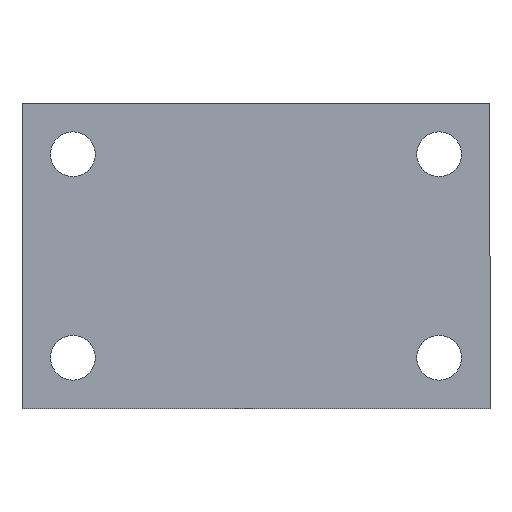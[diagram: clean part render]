
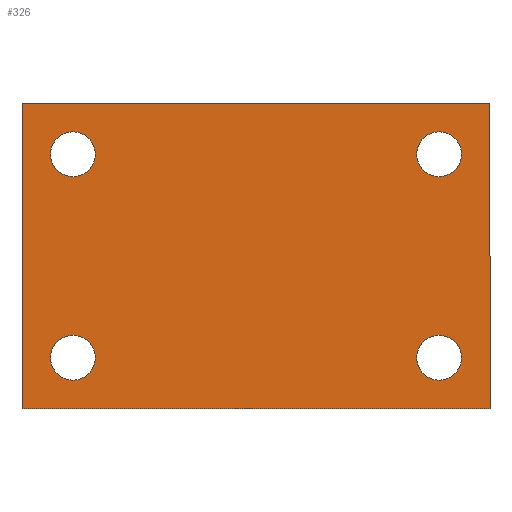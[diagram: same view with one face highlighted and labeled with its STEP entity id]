
A CAD part, front view. The second image highlights one B-rep face of the part: STEP entity #326.
In plain terms, the highlighted planar face has unit normal (0, -1, 0).
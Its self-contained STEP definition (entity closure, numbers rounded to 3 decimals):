
#4 = DIRECTION ( 'NONE',  ( 0., 0., 1. ) ) ;
#9 = CIRCLE ( 'NONE', #830, 11. ) ;
#16 = AXIS2_PLACEMENT_3D ( 'NONE', #857, #182, #933 ) ;
#27 = AXIS2_PLACEMENT_3D ( 'NONE', #350, #437, #851 ) ;
#28 = DIRECTION ( 'NONE',  ( 0., 1., 0. ) ) ;
#31 = CARTESIAN_POINT ( 'NONE',  ( -90., 0., 61. ) ) ;
#34 = FACE_OUTER_BOUND ( 'NONE', #381, .T. ) ;
#50 = DIRECTION ( 'NONE',  ( 0., 0., 1. ) ) ;
#55 = EDGE_CURVE ( 'NONE', #999, #650, #422, .T. ) ;
#60 = EDGE_CURVE ( 'NONE', #223, #567, #357, .T. ) ;
#70 = VERTEX_POINT ( 'NONE', #817 ) ;
#73 = CARTESIAN_POINT ( 'NONE',  ( 90., 0., 61. ) ) ;
#76 = CARTESIAN_POINT ( 'NONE',  ( -115., 0., -75. ) ) ;
#105 = DIRECTION ( 'NONE',  ( 0., 0., -1. ) ) ;
#126 = DIRECTION ( 'NONE',  ( 0., 1., 0. ) ) ;
#129 = ORIENTED_EDGE ( 'NONE', *, *, #55, .T. ) ;
#178 = ORIENTED_EDGE ( 'NONE', *, *, #657, .T. ) ;
#181 = ORIENTED_EDGE ( 'NONE', *, *, #320, .T. ) ;
#182 = DIRECTION ( 'NONE',  ( 0., 1., 0. ) ) ;
#187 = PLANE ( 'NONE',  #27 ) ;
#197 = ORIENTED_EDGE ( 'NONE', *, *, #931, .F. ) ;
#198 = VERTEX_POINT ( 'NONE', #76 ) ;
#199 = ORIENTED_EDGE ( 'NONE', *, *, #809, .T. ) ;
#208 = DIRECTION ( 'NONE',  ( 0., 0., 1. ) ) ;
#223 = VERTEX_POINT ( 'NONE', #412 ) ;
#240 = ORIENTED_EDGE ( 'NONE', *, *, #547, .F. ) ;
#255 = DIRECTION ( 'NONE',  ( 0., 0., 1. ) ) ;
#260 = ORIENTED_EDGE ( 'NONE', *, *, #444, .T. ) ;
#262 = CARTESIAN_POINT ( 'NONE',  ( 115., 0., 75. ) ) ;
#264 = CARTESIAN_POINT ( 'NONE',  ( -90., 0., 39. ) ) ;
#277 = CARTESIAN_POINT ( 'NONE',  ( -90., 0., 50. ) ) ;
#285 = VERTEX_POINT ( 'NONE', #264 ) ;
#287 = CARTESIAN_POINT ( 'NONE',  ( 90., 0., -50. ) ) ;
#301 = CARTESIAN_POINT ( 'NONE',  ( 90., 0., -50. ) ) ;
#308 = DIRECTION ( 'NONE',  ( 0., 0., 1. ) ) ;
#316 = DIRECTION ( 'NONE',  ( 0., 1., 0. ) ) ;
#320 = EDGE_CURVE ( 'NONE', #567, #223, #696, .T. ) ;
#326 = ADVANCED_FACE ( 'NONE', ( #550, #489, #34, #881, #434 ), #187, .F. ) ;
#336 = LINE ( 'NONE', #262, #358 ) ;
#350 = CARTESIAN_POINT ( 'NONE',  ( 0., 0., 0. ) ) ;
#355 = CARTESIAN_POINT ( 'NONE',  ( 115., 0., 75. ) ) ;
#357 = CIRCLE ( 'NONE', #418, 11. ) ;
#358 = VECTOR ( 'NONE', #415, 1000. ) ;
#359 = DIRECTION ( 'NONE',  ( 0., 0., 1. ) ) ;
#381 = EDGE_LOOP ( 'NONE', ( #240, #197, #590, #637 ) ) ;
#386 = CARTESIAN_POINT ( 'NONE',  ( 90., 0., 50. ) ) ;
#401 = CARTESIAN_POINT ( 'NONE',  ( 115., 0., 75. ) ) ;
#412 = CARTESIAN_POINT ( 'NONE',  ( 90., 0., 39. ) ) ;
#413 = AXIS2_PLACEMENT_3D ( 'NONE', #580, #752, #587 ) ;
#415 = DIRECTION ( 'NONE',  ( 1., 0., 0. ) ) ;
#418 = AXIS2_PLACEMENT_3D ( 'NONE', #386, #316, #4 ) ;
#422 = CIRCLE ( 'NONE', #737, 11. ) ;
#423 = VECTOR ( 'NONE', #105, 1000. ) ;
#434 = FACE_BOUND ( 'NONE', #626, .T. ) ;
#437 = DIRECTION ( 'NONE',  ( 0., 1., 0. ) ) ;
#444 = EDGE_CURVE ( 'NONE', #70, #974, #1004, .T. ) ;
#452 = DIRECTION ( 'NONE',  ( -1., 0., 0. ) ) ;
#459 = DIRECTION ( 'NONE',  ( 0., 1., 0. ) ) ;
#460 = CARTESIAN_POINT ( 'NONE',  ( 115., 0., -75. ) ) ;
#461 = AXIS2_PLACEMENT_3D ( 'NONE', #301, #126, #208 ) ;
#467 = DIRECTION ( 'NONE',  ( 0., 0., 1. ) ) ;
#489 = FACE_BOUND ( 'NONE', #528, .T. ) ;
#496 = CARTESIAN_POINT ( 'NONE',  ( -90., 0., -50. ) ) ;
#503 = EDGE_CURVE ( 'NONE', #974, #70, #1023, .T. ) ;
#511 = DIRECTION ( 'NONE',  ( 0., 1., 0. ) ) ;
#528 = EDGE_LOOP ( 'NONE', ( #178, #129 ) ) ;
#547 = EDGE_CURVE ( 'NONE', #198, #1020, #1032, .T. ) ;
#550 = FACE_BOUND ( 'NONE', #704, .T. ) ;
#567 = VERTEX_POINT ( 'NONE', #73 ) ;
#580 = CARTESIAN_POINT ( 'NONE',  ( -90., 0., 50. ) ) ;
#587 = DIRECTION ( 'NONE',  ( 0., 0., 1. ) ) ;
#590 = ORIENTED_EDGE ( 'NONE', *, *, #783, .F. ) ;
#626 = EDGE_LOOP ( 'NONE', ( #181, #784 ) ) ;
#637 = ORIENTED_EDGE ( 'NONE', *, *, #707, .F. ) ;
#644 = EDGE_CURVE ( 'NONE', #285, #645, #831, .T. ) ;
#645 = VERTEX_POINT ( 'NONE', #31 ) ;
#650 = VERTEX_POINT ( 'NONE', #987 ) ;
#653 = LINE ( 'NONE', #401, #423 ) ;
#657 = EDGE_CURVE ( 'NONE', #650, #999, #957, .T. ) ;
#659 = CARTESIAN_POINT ( 'NONE',  ( -115., 0., 75. ) ) ;
#684 = EDGE_LOOP ( 'NONE', ( #199, #719 ) ) ;
#696 = CIRCLE ( 'NONE', #16, 11. ) ;
#704 = EDGE_LOOP ( 'NONE', ( #260, #963 ) ) ;
#707 = EDGE_CURVE ( 'NONE', #1020, #877, #336, .T. ) ;
#719 = ORIENTED_EDGE ( 'NONE', *, *, #644, .T. ) ;
#732 = CARTESIAN_POINT ( 'NONE',  ( -90., 0., -61. ) ) ;
#737 = AXIS2_PLACEMENT_3D ( 'NONE', #1028, #459, #308 ) ;
#752 = DIRECTION ( 'NONE',  ( 0., 1., 0. ) ) ;
#778 = CARTESIAN_POINT ( 'NONE',  ( 115., 0., -75. ) ) ;
#783 = EDGE_CURVE ( 'NONE', #877, #789, #653, .T. ) ;
#784 = ORIENTED_EDGE ( 'NONE', *, *, #60, .T. ) ;
#787 = CARTESIAN_POINT ( 'NONE',  ( 90., 0., -61. ) ) ;
#788 = DIRECTION ( 'NONE',  ( 0., 1., 0. ) ) ;
#789 = VERTEX_POINT ( 'NONE', #778 ) ;
#809 = EDGE_CURVE ( 'NONE', #645, #285, #9, .T. ) ;
#817 = CARTESIAN_POINT ( 'NONE',  ( 90., 0., -39. ) ) ;
#830 = AXIS2_PLACEMENT_3D ( 'NONE', #277, #511, #50 ) ;
#831 = CIRCLE ( 'NONE', #413, 11. ) ;
#849 = AXIS2_PLACEMENT_3D ( 'NONE', #287, #788, #359 ) ;
#851 = DIRECTION ( 'NONE',  ( 0., 0., 1. ) ) ;
#857 = CARTESIAN_POINT ( 'NONE',  ( 90., 0., 50. ) ) ;
#862 = VECTOR ( 'NONE', #452, 1000. ) ;
#877 = VERTEX_POINT ( 'NONE', #355 ) ;
#881 = FACE_BOUND ( 'NONE', #684, .T. ) ;
#914 = LINE ( 'NONE', #460, #862 ) ;
#931 = EDGE_CURVE ( 'NONE', #789, #198, #914, .T. ) ;
#933 = DIRECTION ( 'NONE',  ( 0., 0., 1. ) ) ;
#946 = AXIS2_PLACEMENT_3D ( 'NONE', #496, #28, #255 ) ;
#957 = CIRCLE ( 'NONE', #946, 11. ) ;
#963 = ORIENTED_EDGE ( 'NONE', *, *, #503, .T. ) ;
#974 = VERTEX_POINT ( 'NONE', #787 ) ;
#975 = CARTESIAN_POINT ( 'NONE',  ( -115., 0., 75. ) ) ;
#987 = CARTESIAN_POINT ( 'NONE',  ( -90., 0., -39. ) ) ;
#999 = VERTEX_POINT ( 'NONE', #732 ) ;
#1000 = VECTOR ( 'NONE', #467, 1000. ) ;
#1004 = CIRCLE ( 'NONE', #461, 11. ) ;
#1020 = VERTEX_POINT ( 'NONE', #659 ) ;
#1023 = CIRCLE ( 'NONE', #849, 11. ) ;
#1028 = CARTESIAN_POINT ( 'NONE',  ( -90., 0., -50. ) ) ;
#1032 = LINE ( 'NONE', #975, #1000 ) ;
